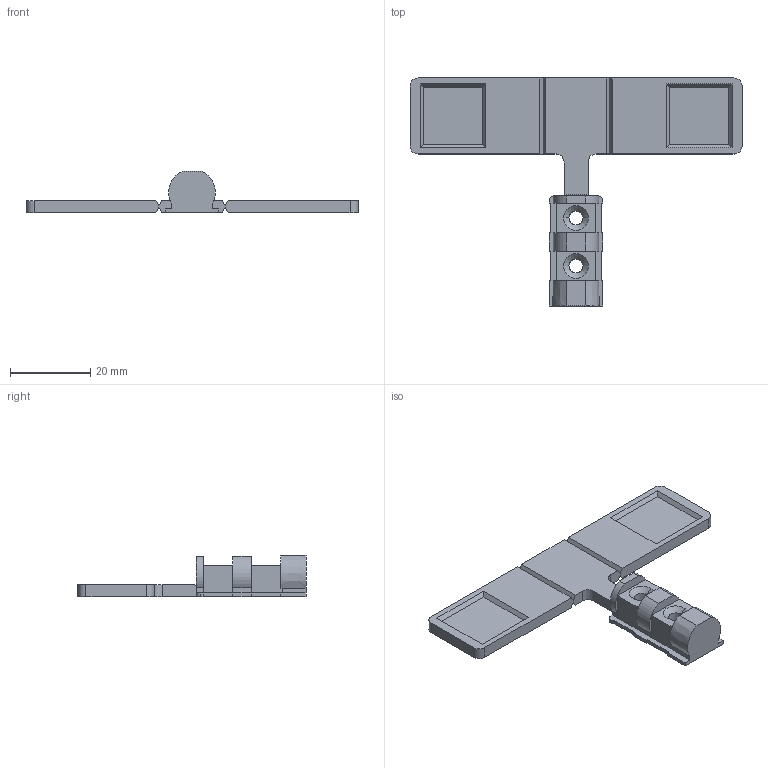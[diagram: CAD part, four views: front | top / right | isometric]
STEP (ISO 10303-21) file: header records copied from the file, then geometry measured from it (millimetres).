
FILE_DESCRIPTION (( 'STEP AP203' ), '1' );
FILE_NAME ('Grundkörper für Auflaufkulisse scharf.STEP', '2025-07-23T12:09:54', ( '' ), ( '' ), 'SwSTEP 2.0', 'SolidWorks 2023', '' );
FILE_SCHEMA (( 'CONFIG_CONTROL_DESIGN' ));
Length unit declared in the file: millimetre
Products named in the file (1): Grundkörper für Auflaufkulisse scharf
Bounding box: 83 x 57 x 10.29 mm (x, y, z)
Volume: 6635 mm3; surface area: 5728.1 mm2
Topology: 1 solids, 1 shells, 117 faces, 315 edges, 202 vertices
Faces by surface type: plane 87, cylinder 20, cone 10
Entity records: 3702 total; most frequent: CARTESIAN_POINT 653, ORIENTED_EDGE 630, DIRECTION 599, EDGE_CURVE 315, VECTOR 255, LINE 255, VERTEX_POINT 202, AXIS2_PLACEMENT_3D 172
